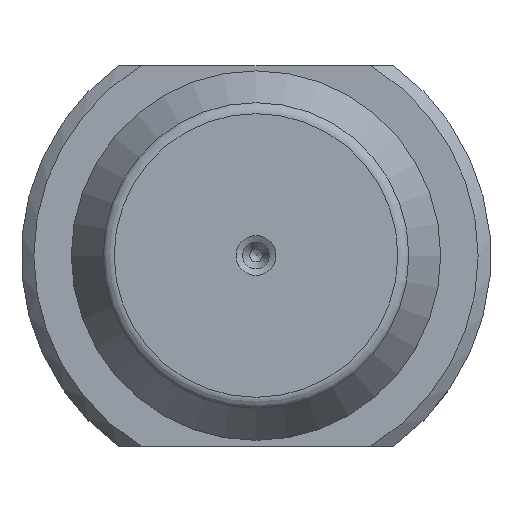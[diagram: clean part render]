
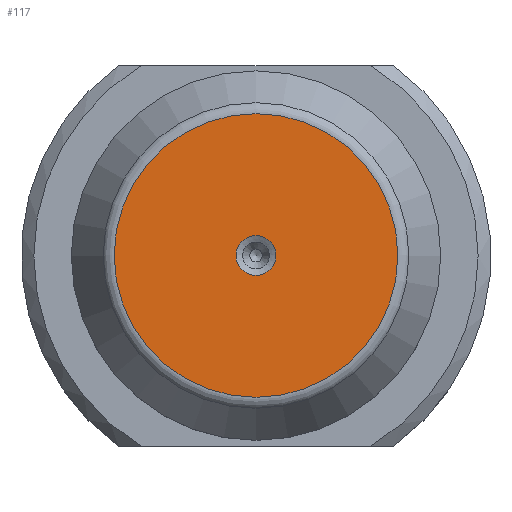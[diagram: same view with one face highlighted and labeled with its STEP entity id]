
A CAD part, top view. The second image highlights one B-rep face of the part: STEP entity #117.
In plain terms, the highlighted planar face has unit normal (0, 0, 1).
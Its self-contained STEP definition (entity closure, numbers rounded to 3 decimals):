
#117=ADVANCED_FACE('',(#208,#209),#143,.T.);
#143=PLANE('',#705);
#208=FACE_BOUND('',#292,.T.);
#209=FACE_BOUND('',#293,.T.);
#292=EDGE_LOOP('',(#396));
#293=EDGE_LOOP('',(#397));
#396=ORIENTED_EDGE('',*,*,#558,.F.);
#397=ORIENTED_EDGE('',*,*,#559,.T.);
#498=VERTEX_POINT('',#1076);
#499=VERTEX_POINT('',#1078);
#558=EDGE_CURVE('',#498,#498,#608,.T.);
#559=EDGE_CURVE('',#499,#499,#609,.T.);
#608=CIRCLE('',#703,1.575);
#609=CIRCLE('',#704,11.173);
#703=AXIS2_PLACEMENT_3D('',#1075,#878,#879);
#704=AXIS2_PLACEMENT_3D('',#1077,#880,#881);
#705=AXIS2_PLACEMENT_3D('',#1079,#882,#883);
#878=DIRECTION('',(0.,0.,1.));
#879=DIRECTION('',(-1.,0.,0.));
#880=DIRECTION('',(0.,0.,1.));
#881=DIRECTION('',(0.,1.,0.));
#882=DIRECTION('',(0.,0.,1.));
#883=DIRECTION('',(0.,1.,0.));
#1075=CARTESIAN_POINT('',(0.,0.,25.55));
#1076=CARTESIAN_POINT('',(-1.575,0.,25.55));
#1077=CARTESIAN_POINT('',(0.,0.,25.55));
#1078=CARTESIAN_POINT('',(0.,11.173,25.55));
#1079=CARTESIAN_POINT('',(0.,0.,25.55));
